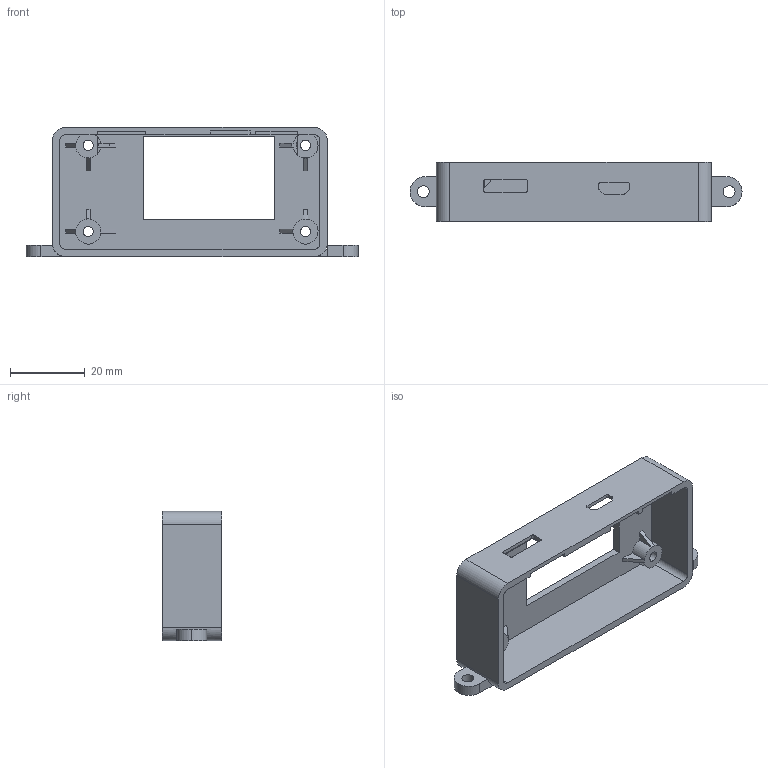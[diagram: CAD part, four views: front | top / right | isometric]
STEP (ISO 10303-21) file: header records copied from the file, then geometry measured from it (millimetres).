
FILE_DESCRIPTION (( 'STEP AP214' ), '1' );
FILE_NAME ('TOP_NO_LETTERS_290424.STEP', '2024-04-29T21:07:34', ( '' ), ( '' ), 'SwSTEP 2.0', 'SolidWorks 2023', '' );
FILE_SCHEMA (( 'AUTOMOTIVE_DESIGN' ));
Length unit declared in the file: millimetre
Products named in the file (1): TOP_NO_LETTERS_290424
Bounding box: 88.62 x 15.75 x 34.5 mm (x, y, z)
Volume: 9234.9 mm3; surface area: 10821.8 mm2
Topology: 1 solids, 1 shells, 146 faces, 419 edges, 278 vertices
Faces by surface type: plane 91, cylinder 53, bspline 2
Entity records: 4885 total; most frequent: CARTESIAN_POINT 887, ORIENTED_EDGE 838, DIRECTION 824, EDGE_CURVE 419, VECTOR 294, LINE 294, VERTEX_POINT 278, AXIS2_PLACEMENT_3D 265
